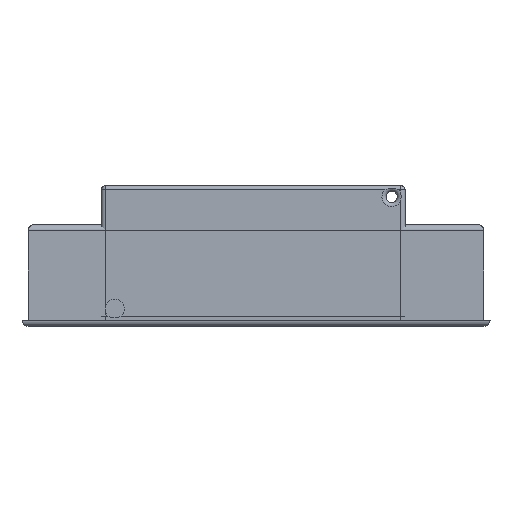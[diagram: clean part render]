
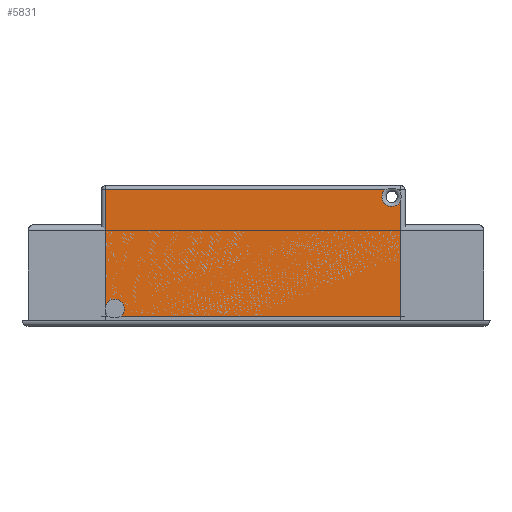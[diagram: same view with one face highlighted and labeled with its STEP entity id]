
A CAD part, front view. The second image highlights one B-rep face of the part: STEP entity #5831.
In plain terms, the highlighted planar face has unit normal (0, -1, 0).
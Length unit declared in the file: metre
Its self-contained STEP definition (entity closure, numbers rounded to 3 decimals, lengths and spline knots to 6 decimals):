
#296=CIRCLE('',#6186,0.00255);
#297=CIRCLE('',#6187,0.00255);
#559=ORIENTED_EDGE('',*,*,#2293,.T.);
#560=ORIENTED_EDGE('',*,*,#2294,.T.);
#561=ORIENTED_EDGE('',*,*,#2295,.T.);
#562=ORIENTED_EDGE('',*,*,#2296,.T.);
#563=ORIENTED_EDGE('',*,*,#2297,.T.);
#564=ORIENTED_EDGE('',*,*,#2298,.T.);
#2293=EDGE_CURVE('',#3150,#3151,#3740,.F.);
#2294=EDGE_CURVE('',#3151,#3152,#3741,.F.);
#2295=EDGE_CURVE('',#3152,#3153,#296,.T.);
#2296=EDGE_CURVE('',#3153,#3154,#3742,.T.);
#2297=EDGE_CURVE('',#3154,#3155,#3743,.T.);
#2298=EDGE_CURVE('',#3155,#3150,#297,.T.);
#3150=VERTEX_POINT('',#8259);
#3151=VERTEX_POINT('',#8260);
#3152=VERTEX_POINT('',#8262);
#3153=VERTEX_POINT('',#8264);
#3154=VERTEX_POINT('',#8266);
#3155=VERTEX_POINT('',#8268);
#3740=LINE('',#8258,#4337);
#3741=LINE('',#8261,#4338);
#3742=LINE('',#8265,#4339);
#3743=LINE('',#8267,#4340);
#4337=VECTOR('',#6767,1.);
#4338=VECTOR('',#6768,1.);
#4339=VECTOR('',#6771,1.);
#4340=VECTOR('',#6772,1.);
#4855=EDGE_LOOP('',(#559,#560,#561,#562,#563,#564));
#5246=FACE_BOUND('',#4855,.T.);
#5635=PLANE('',#6185);
#5831=ADVANCED_FACE('',(#5246),#5635,.F.);
#6185=AXIS2_PLACEMENT_3D('',#8257,#6765,#6766);
#6186=AXIS2_PLACEMENT_3D('',#8263,#6769,#6770);
#6187=AXIS2_PLACEMENT_3D('',#8269,#6773,#6774);
#6765=DIRECTION('',(0.,1.,0.));
#6766=DIRECTION('',(1.,0.,0.));
#6767=DIRECTION('',(1.,0.,0.));
#6768=DIRECTION('',(0.,0.,1.));
#6769=DIRECTION('',(0.,1.,0.));
#6770=DIRECTION('',(1.,0.,0.));
#6771=DIRECTION('',(1.,0.,0.));
#6772=DIRECTION('',(0.,0.,1.));
#6773=DIRECTION('',(0.,1.,0.));
#6774=DIRECTION('',(1.,0.,0.));
#8257=CARTESIAN_POINT('',(0.,-0.0008,0.));
#8258=CARTESIAN_POINT('',(-0.03966,-0.0008,0.0165));
#8259=CARTESIAN_POINT('',(0.034395,-0.0008,0.0165));
#8260=CARTESIAN_POINT('',(-0.03856,-0.0008,0.0165));
#8261=CARTESIAN_POINT('',(-0.03856,-0.0008,-0.0176));
#8262=CARTESIAN_POINT('',(-0.03856,-0.0008,-0.013798));
#8263=CARTESIAN_POINT('',(-0.03616,-0.0008,-0.01466));
#8264=CARTESIAN_POINT('',(-0.034395,-0.0008,-0.0165));
#8265=CARTESIAN_POINT('',(0.,-0.0008,-0.0165));
#8266=CARTESIAN_POINT('',(0.03856,-0.0008,-0.0165));
#8267=CARTESIAN_POINT('',(0.03856,-0.0008,0.));
#8268=CARTESIAN_POINT('',(0.03856,-0.0008,0.013798));
#8269=CARTESIAN_POINT('',(0.03616,-0.0008,0.01466));
